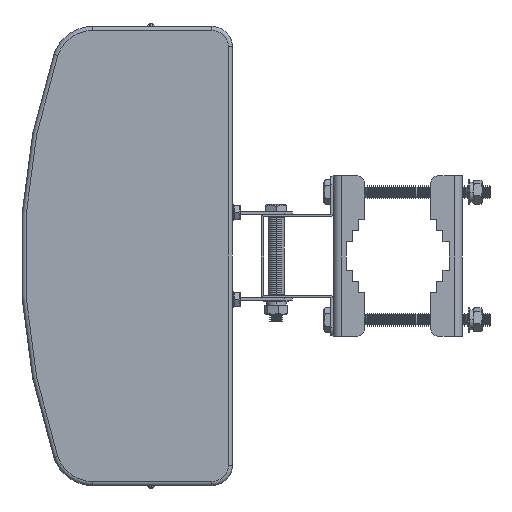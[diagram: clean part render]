
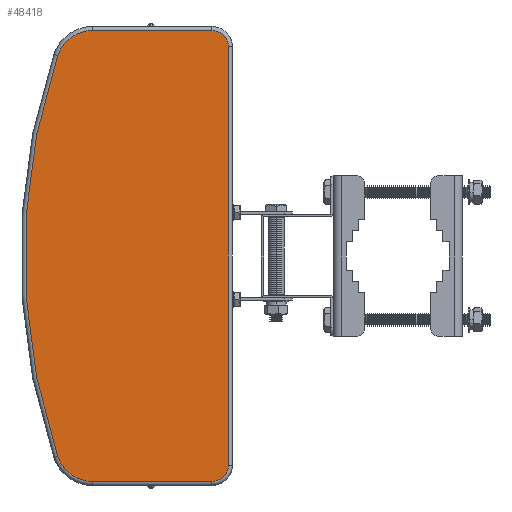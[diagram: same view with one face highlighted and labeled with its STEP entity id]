
A CAD part, left-side view. The second image highlights one B-rep face of the part: STEP entity #48418.
In plain terms, the highlighted planar face has unit normal (-1, 0, 0).
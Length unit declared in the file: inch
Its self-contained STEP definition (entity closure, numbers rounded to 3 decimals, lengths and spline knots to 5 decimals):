
#535 = DIRECTION ( 'NONE',  ( 0., 1., 0. ) ) ;
#3761 = DIRECTION ( 'NONE',  ( 0., 0., 1. ) ) ;
#4167 = LINE ( 'NONE', #30409, #58482 ) ;
#6892 = VERTEX_POINT ( 'NONE', #36149 ) ;
#9272 = VERTEX_POINT ( 'NONE', #34440 ) ;
#9707 = DIRECTION ( 'NONE',  ( -1., 0., 0. ) ) ;
#10002 = CARTESIAN_POINT ( 'NONE',  ( -17.51968, 4.27819, -4.91364 ) ) ;
#10589 = ORIENTED_EDGE ( 'NONE', *, *, #19983, .T. ) ;
#11369 = FACE_OUTER_BOUND ( 'NONE', #14636, .T. ) ;
#12341 = ORIENTED_EDGE ( 'NONE', *, *, #34413, .T. ) ;
#12528 = DIRECTION ( 'NONE',  ( 0., -1., 0. ) ) ;
#13503 = VECTOR ( 'NONE', #535, 39.37008 ) ;
#14149 = DIRECTION ( 'NONE',  ( -1., 0., 0. ) ) ;
#14636 = EDGE_LOOP ( 'NONE', ( #10589, #58392, #44277, #54042, #54591, #34799, #12341, #28856 ) ) ;
#14990 = AXIS2_PLACEMENT_3D ( 'NONE', #50752, #23768, #55315 ) ;
#15270 = AXIS2_PLACEMENT_3D ( 'NONE', #57783, #30725, #3761 ) ;
#16407 = DIRECTION ( 'NONE',  ( -1., 0., 0. ) ) ;
#18315 = VERTEX_POINT ( 'NONE', #24572 ) ;
#19423 = VECTOR ( 'NONE', #23562, 39.37008 ) ;
#19983 = EDGE_CURVE ( 'NONE', #6892, #50048, #57193, .T. ) ;
#21434 = EDGE_CURVE ( 'NONE', #9272, #18315, #54053, .T. ) ;
#22837 = AXIS2_PLACEMENT_3D ( 'NONE', #36672, #9707, #41191 ) ;
#22929 = VERTEX_POINT ( 'NONE', #44125 ) ;
#23562 = DIRECTION ( 'NONE',  ( 0., 0., 1. ) ) ;
#23768 = DIRECTION ( 'NONE',  ( -1., 0., 0. ) ) ;
#24572 = CARTESIAN_POINT ( 'NONE',  ( -17.51968, 0.5, 5.525 ) ) ;
#24775 = VERTEX_POINT ( 'NONE', #30086 ) ;
#25156 = CARTESIAN_POINT ( 'NONE',  ( -17.51968, 0.5, -5.125 ) ) ;
#26892 = VERTEX_POINT ( 'NONE', #45106 ) ;
#27654 = CARTESIAN_POINT ( 'NONE',  ( -17.51968, 0.5, 5.525 ) ) ;
#27886 = CARTESIAN_POINT ( 'NONE',  ( -17.51968, 0.1, -5.125 ) ) ;
#28856 = ORIENTED_EDGE ( 'NONE', *, *, #47362, .T. ) ;
#29673 = DIRECTION ( 'NONE',  ( 0., 0., 1. ) ) ;
#30010 = CIRCLE ( 'NONE', #22837, 0.4 ) ;
#30086 = CARTESIAN_POINT ( 'NONE',  ( -17.51968, 3.42573, 5.525 ) ) ;
#30409 = CARTESIAN_POINT ( 'NONE',  ( -17.51968, 0.5, -5.525 ) ) ;
#30725 = DIRECTION ( 'NONE',  ( -1., 0., 0. ) ) ;
#31230 = VERTEX_POINT ( 'NONE', #38970 ) ;
#34029 = PLANE ( 'NONE',  #53568 ) ;
#34413 = EDGE_CURVE ( 'NONE', #18315, #24775, #49394, .T. ) ;
#34440 = CARTESIAN_POINT ( 'NONE',  ( -17.51968, 0.1, 5.125 ) ) ;
#34799 = ORIENTED_EDGE ( 'NONE', *, *, #21434, .T. ) ;
#36149 = CARTESIAN_POINT ( 'NONE',  ( -17.51968, 4.27819, 4.91364 ) ) ;
#36672 = CARTESIAN_POINT ( 'NONE',  ( -17.51968, 0.5, -5.125 ) ) ;
#38962 = EDGE_CURVE ( 'NONE', #50048, #26892, #55762, .T. ) ;
#38970 = CARTESIAN_POINT ( 'NONE',  ( -17.51968, 0.1, -5.125 ) ) ;
#41101 = CARTESIAN_POINT ( 'NONE',  ( -17.51968, 0.5, 5.125 ) ) ;
#41191 = DIRECTION ( 'NONE',  ( 0., 0., 1. ) ) ;
#43405 = CARTESIAN_POINT ( 'NONE',  ( -17.51968, 3.42573, 4.625 ) ) ;
#43407 = LINE ( 'NONE', #27886, #19423 ) ;
#44125 = CARTESIAN_POINT ( 'NONE',  ( -17.51968, 0.5, -5.525 ) ) ;
#44277 = ORIENTED_EDGE ( 'NONE', *, *, #54993, .T. ) ;
#45049 = EDGE_CURVE ( 'NONE', #22929, #31230, #30010, .T. ) ;
#45106 = CARTESIAN_POINT ( 'NONE',  ( -17.51968, 3.42573, -5.525 ) ) ;
#45628 = DIRECTION ( 'NONE',  ( 0., 0., 1. ) ) ;
#47362 = EDGE_CURVE ( 'NONE', #24775, #6892, #53738, .T. ) ;
#47949 = DIRECTION ( 'NONE',  ( 0., 0., 1. ) ) ;
#48418 = ADVANCED_FACE ( 'NONE', ( #11369 ), #34029, .T. ) ;
#49394 = LINE ( 'NONE', #27654, #13503 ) ;
#50048 = VERTEX_POINT ( 'NONE', #10002 ) ;
#50752 = CARTESIAN_POINT ( 'NONE',  ( -17.51968, -10.23346, 0. ) ) ;
#53568 = AXIS2_PLACEMENT_3D ( 'NONE', #25156, #56719, #29673 ) ;
#53738 = CIRCLE ( 'NONE', #56205, 0.9 ) ;
#54042 = ORIENTED_EDGE ( 'NONE', *, *, #45049, .T. ) ;
#54053 = CIRCLE ( 'NONE', #56578, 0.4 ) ;
#54591 = ORIENTED_EDGE ( 'NONE', *, *, #58029, .T. ) ;
#54993 = EDGE_CURVE ( 'NONE', #26892, #22929, #4167, .T. ) ;
#55315 = DIRECTION ( 'NONE',  ( 0., 0., 1. ) ) ;
#55762 = CIRCLE ( 'NONE', #15270, 0.9 ) ;
#56205 = AXIS2_PLACEMENT_3D ( 'NONE', #43405, #16407, #47949 ) ;
#56578 = AXIS2_PLACEMENT_3D ( 'NONE', #41101, #14149, #45628 ) ;
#56719 = DIRECTION ( 'NONE',  ( -1., 0., 0. ) ) ;
#57193 = CIRCLE ( 'NONE', #14990, 15.32096 ) ;
#57783 = CARTESIAN_POINT ( 'NONE',  ( -17.51968, 3.42573, -4.625 ) ) ;
#58029 = EDGE_CURVE ( 'NONE', #31230, #9272, #43407, .T. ) ;
#58392 = ORIENTED_EDGE ( 'NONE', *, *, #38962, .T. ) ;
#58482 = VECTOR ( 'NONE', #12528, 39.37008 ) ;
